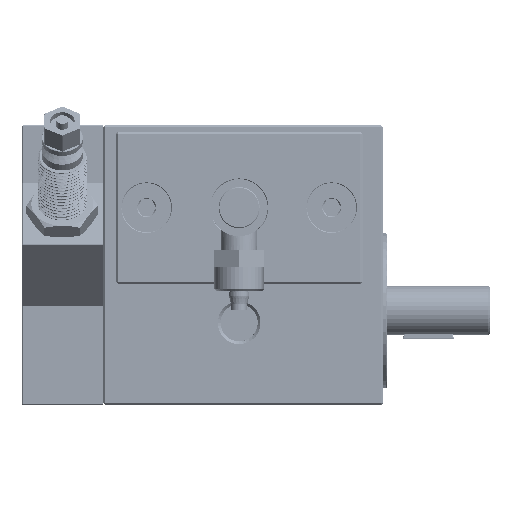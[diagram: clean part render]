
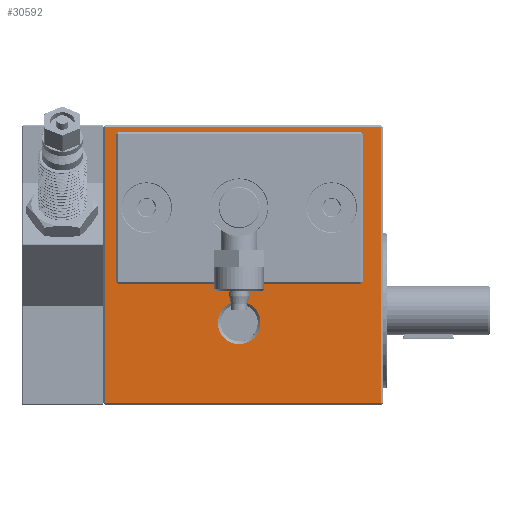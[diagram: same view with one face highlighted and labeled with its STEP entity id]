
A CAD part, left-side view. The second image highlights one B-rep face of the part: STEP entity #30592.
In plain terms, the highlighted planar face has unit normal (-1, 0, 0).
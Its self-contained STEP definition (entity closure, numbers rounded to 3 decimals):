
#552=FACE_BOUND('',#2920,.T.);
#639=PLANE('',#32615);
#1122=FACE_OUTER_BOUND('',#2919,.T.);
#2919=EDGE_LOOP('',(#20107,#20108,#20109,#20110));
#2920=EDGE_LOOP('',(#20111));
#4589=CIRCLE('',#32616,5.2);
#8069=LINE('',#50156,#9629);
#8072=LINE('',#50160,#9632);
#8097=LINE('',#50205,#9657);
#8100=LINE('',#50210,#9660);
#9629=VECTOR('',#35221,10.);
#9632=VECTOR('',#35226,10.);
#9657=VECTOR('',#35273,10.);
#9660=VECTOR('',#35280,10.);
#11486=VERTEX_POINT('',#50121);
#11489=VERTEX_POINT('',#50128);
#11497=VERTEX_POINT('',#50145);
#11500=VERTEX_POINT('',#50152);
#11516=VERTEX_POINT('',#50226);
#14904=EDGE_CURVE('',#11489,#11500,#8069,.T.);
#14907=EDGE_CURVE('',#11500,#11497,#8072,.T.);
#14932=EDGE_CURVE('',#11497,#11486,#8097,.T.);
#14935=EDGE_CURVE('',#11486,#11489,#8100,.T.);
#14943=EDGE_CURVE('',#11516,#11516,#4589,.T.);
#20107=ORIENTED_EDGE('',*,*,#14904,.F.);
#20108=ORIENTED_EDGE('',*,*,#14935,.F.);
#20109=ORIENTED_EDGE('',*,*,#14932,.F.);
#20110=ORIENTED_EDGE('',*,*,#14907,.F.);
#20111=ORIENTED_EDGE('',*,*,#14943,.F.);
#30592=ADVANCED_FACE('',(#1122,#552),#639,.T.);
#32615=AXIS2_PLACEMENT_3D('',#50225,#35296,#35297);
#32616=AXIS2_PLACEMENT_3D('',#50227,#35298,#35299);
#35221=DIRECTION('',(0.,1.,0.));
#35226=DIRECTION('',(0.,0.,1.));
#35273=DIRECTION('',(0.,-1.,0.));
#35280=DIRECTION('',(0.,0.,-1.));
#35296=DIRECTION('center_axis',(-1.,0.,0.));
#35297=DIRECTION('ref_axis',(0.,-1.,0.));
#35298=DIRECTION('center_axis',(-1.,0.,0.));
#35299=DIRECTION('ref_axis',(0.,0.,1.));
#50121=CARTESIAN_POINT('',(0.,0.5,67.5));
#50128=CARTESIAN_POINT('',(0.,0.5,0.5));
#50145=CARTESIAN_POINT('',(0.,67.5,67.5));
#50152=CARTESIAN_POINT('',(0.,67.5,0.5));
#50156=CARTESIAN_POINT('',(0.,51.,0.5));
#50160=CARTESIAN_POINT('',(0.,67.5,0.));
#50205=CARTESIAN_POINT('',(0.,51.,67.5));
#50210=CARTESIAN_POINT('',(0.,0.5,0.));
#50225=CARTESIAN_POINT('Origin',(0.,68.,0.));
#50226=CARTESIAN_POINT('',(0.,35.,14.8));
#50227=CARTESIAN_POINT('Origin',(0.,35.,20.));
